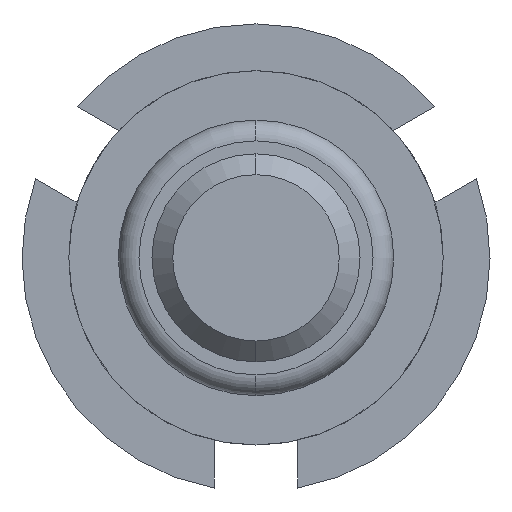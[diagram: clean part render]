
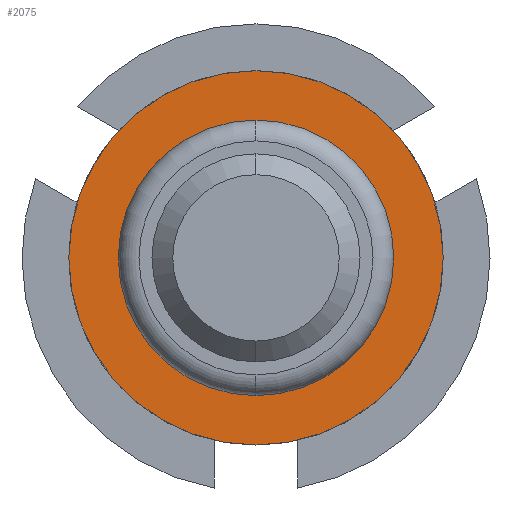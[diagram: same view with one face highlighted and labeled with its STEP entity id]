
A CAD part, front view. The second image highlights one B-rep face of the part: STEP entity #2075.
In plain terms, the highlighted planar face has unit normal (0, -1, 0).
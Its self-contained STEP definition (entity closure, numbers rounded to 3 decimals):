
#20 = EDGE_CURVE ( 'Defeature ausgef�hrt3_13+Defeature ausgef�hrt3_14+Defeature ausgef�hrt3_14+Defeature ausgef�hrt3_14', #3176, #511, #1247, .T. ) ;
#211 = PLANE ( 'NONE',  #2745 ) ;
#216 = ORIENTED_EDGE ( 'NONE', *, *, #3287, .T. ) ;
#225 = CARTESIAN_POINT ( 'NONE',  ( 0., -1.8, 0. ) ) ;
#232 = DIRECTION ( 'NONE',  ( 0., 1., 0. ) ) ;
#511 = VERTEX_POINT ( 'NONE', #3670 ) ;
#553 = DIRECTION ( 'NONE',  ( 0., 0., 1. ) ) ;
#571 = CARTESIAN_POINT ( 'NONE',  ( 0., -1.8, 0. ) ) ;
#575 = CARTESIAN_POINT ( 'NONE',  ( 0., -1.8, 0. ) ) ;
#647 = DIRECTION ( 'NONE',  ( 0., 0., 1. ) ) ;
#817 = ORIENTED_EDGE ( 'NONE', *, *, #20, .T. ) ;
#991 = AXIS2_PLACEMENT_3D ( 'NONE', #3622, #2557, #1489 ) ;
#1247 = CIRCLE ( 'NONE', #3764, 1.325 ) ;
#1273 = CIRCLE ( 'NONE', #991, 1.325 ) ;
#1489 = DIRECTION ( 'NONE',  ( 0., 0., 1. ) ) ;
#1591 = DIRECTION ( 'NONE',  ( 0., 0., 1. ) ) ;
#1607 = DIRECTION ( 'NONE',  ( 0., 1., 0. ) ) ;
#1624 = EDGE_CURVE ( 'Defeature ausgef�hrt3_12+Defeature ausgef�hrt3_13+Defeature ausgef�hrt3_13+Defeature ausgef�hrt3_13', #1823, #3464, #4424, .T. ) ;
#1637 = CARTESIAN_POINT ( 'NONE',  ( 0., -1.8, -1.325 ) ) ;
#1689 = DIRECTION ( 'NONE',  ( 0., 1., 0. ) ) ;
#1823 = VERTEX_POINT ( 'NONE', #3249 ) ;
#1960 = DIRECTION ( 'NONE',  ( 0., 1., 0. ) ) ;
#2075 = ADVANCED_FACE ( 'Defeature ausgef�hrt3_13', ( #3296, #3309 ), #211, .F. ) ;
#2251 = EDGE_CURVE ( 'Defeature ausgef�hrt3_12+Defeature ausgef�hrt3_13+Defeature ausgef�hrt3_13+Defeature ausgef�hrt3_13', #3464, #1823, #2893, .T. ) ;
#2475 = AXIS2_PLACEMENT_3D ( 'NONE', #575, #1689, #647 ) ;
#2557 = DIRECTION ( 'NONE',  ( 0., 1., 0. ) ) ;
#2745 = AXIS2_PLACEMENT_3D ( 'NONE', #2971, #1960, #1591 ) ;
#2893 = CIRCLE ( 'NONE', #3691, 1.8 ) ;
#2971 = CARTESIAN_POINT ( 'NONE',  ( 1.8, -1.8, 0. ) ) ;
#3071 = EDGE_LOOP ( 'NONE', ( #4270, #3960 ) ) ;
#3176 = VERTEX_POINT ( 'NONE', #1637 ) ;
#3179 = EDGE_LOOP ( 'NONE', ( #216, #817 ) ) ;
#3249 = CARTESIAN_POINT ( 'NONE',  ( 0., -1.8, 1.8 ) ) ;
#3263 = DIRECTION ( 'NONE',  ( 0., 0., 1. ) ) ;
#3287 = EDGE_CURVE ( 'Defeature ausgef�hrt3_13+Defeature ausgef�hrt3_14+Defeature ausgef�hrt3_14+Defeature ausgef�hrt3_14', #511, #3176, #1273, .T. ) ;
#3296 = FACE_OUTER_BOUND ( 'NONE', #3071, .T. ) ;
#3309 = FACE_BOUND ( 'NONE', #3179, .T. ) ;
#3464 = VERTEX_POINT ( 'NONE', #4124 ) ;
#3622 = CARTESIAN_POINT ( 'NONE',  ( 0., -1.8, 0. ) ) ;
#3670 = CARTESIAN_POINT ( 'NONE',  ( 0., -1.8, 1.325 ) ) ;
#3691 = AXIS2_PLACEMENT_3D ( 'NONE', #225, #1607, #3263 ) ;
#3764 = AXIS2_PLACEMENT_3D ( 'NONE', #571, #232, #553 ) ;
#3960 = ORIENTED_EDGE ( 'NONE', *, *, #2251, .F. ) ;
#4124 = CARTESIAN_POINT ( 'NONE',  ( 0., -1.8, -1.8 ) ) ;
#4270 = ORIENTED_EDGE ( 'NONE', *, *, #1624, .F. ) ;
#4424 = CIRCLE ( 'NONE', #2475, 1.8 ) ;
